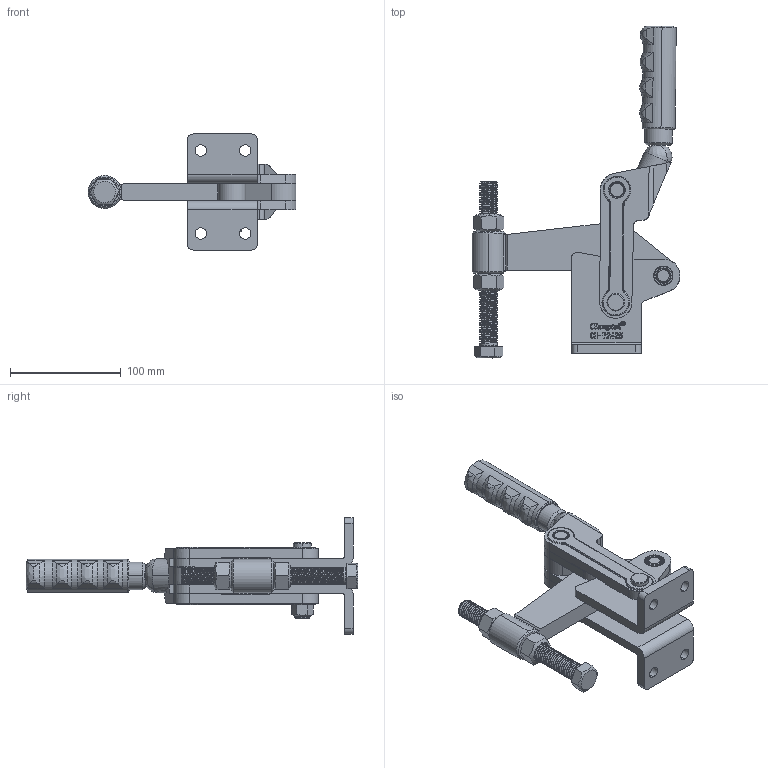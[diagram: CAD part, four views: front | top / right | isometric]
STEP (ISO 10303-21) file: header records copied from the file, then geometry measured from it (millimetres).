
FILE_DESCRIPTION (( 'STEP AP203' ), '1' );
FILE_NAME ('CH-72425.STEP', '2017-12-09T05:51:42', ( 'Windows' ), ( 'Microsoft' ), 'SwSTEP 2.0', 'SolidWorks 2015', '' );
FILE_SCHEMA (( 'CONFIG_CONTROL_DESIGN' ));
Length unit declared in the file: millimetre
Products named in the file (14): 72425-04; 72425-07; 72425-10; 72425-01; M12; 72425-09; 1615017-02; 72425-02; 1615017-01; 72425-06; 72425-11; 72425-03; CH-72425; 72425-08
Assembly tree (23 placements, depth 2):
  CH-72425
    72425-01
    72425-09
    72425-02
    72425-06  x8
    72425-03  x2
    72425-08  x2
    72425-04
    72425-07
    72425-10
    M12
    1615017-02  x2
    1615017-01
    72425-11
Bounding box: 188 x 300.22 x 105 mm (x, y, z)
Volume: 552668.2 mm3; surface area: 180682.6 mm2
Topology: 27 solids, 27 shells, 5369 faces, 15175 edges, 10070 vertices
Faces by surface type: plane 2905, cylinder 2059, bspline 255, cone 150
Entity records: 102867 total; most frequent: CARTESIAN_POINT 41362, ORIENTED_EDGE 13258, DIRECTION 11631, EDGE_CURVE 6629, VERTEX_POINT 4388, LINE 3919, VECTOR 3919, AXIS2_PLACEMENT_3D 3856
